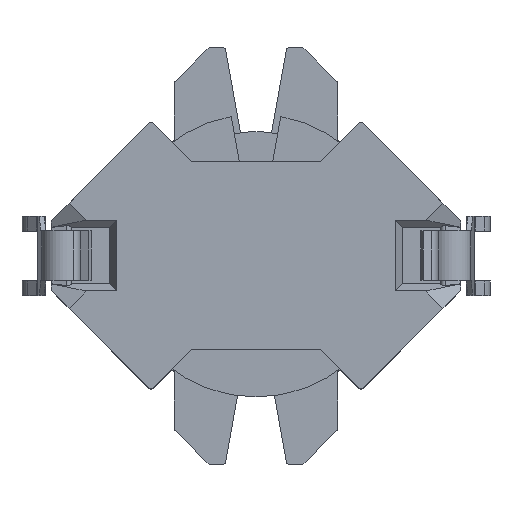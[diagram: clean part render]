
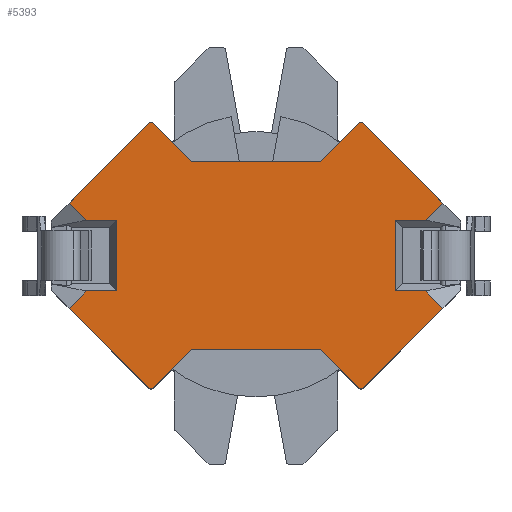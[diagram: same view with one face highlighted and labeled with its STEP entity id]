
A CAD part, top view. The second image highlights one B-rep face of the part: STEP entity #5393.
In plain terms, the highlighted planar face has unit normal (0, 0, 1).
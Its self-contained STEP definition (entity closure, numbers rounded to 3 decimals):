
#147=CIRCLE('',#6490,0.3);
#151=CIRCLE('',#6496,0.3);
#153=CIRCLE('',#6499,0.3);
#156=CIRCLE('',#6505,0.3);
#1054=ORIENTED_EDGE('',*,*,#2355,.T.);
#1055=ORIENTED_EDGE('',*,*,#2356,.T.);
#1056=ORIENTED_EDGE('',*,*,#2357,.T.);
#1057=ORIENTED_EDGE('',*,*,#2354,.F.);
#1058=ORIENTED_EDGE('',*,*,#2333,.F.);
#1059=ORIENTED_EDGE('',*,*,#2358,.T.);
#1060=ORIENTED_EDGE('',*,*,#2359,.T.);
#1061=ORIENTED_EDGE('',*,*,#2360,.T.);
#1062=ORIENTED_EDGE('',*,*,#2341,.F.);
#1063=ORIENTED_EDGE('',*,*,#2361,.F.);
#1064=ORIENTED_EDGE('',*,*,#2362,.F.);
#1065=ORIENTED_EDGE('',*,*,#2363,.T.);
#1066=ORIENTED_EDGE('',*,*,#2364,.T.);
#1067=ORIENTED_EDGE('',*,*,#2365,.T.);
#1068=ORIENTED_EDGE('',*,*,#2366,.T.);
#1069=ORIENTED_EDGE('',*,*,#2367,.F.);
#1070=ORIENTED_EDGE('',*,*,#2345,.F.);
#1071=ORIENTED_EDGE('',*,*,#2368,.F.);
#1072=ORIENTED_EDGE('',*,*,#2369,.F.);
#1073=ORIENTED_EDGE('',*,*,#2370,.F.);
#1074=ORIENTED_EDGE('',*,*,#2371,.F.);
#1075=ORIENTED_EDGE('',*,*,#2372,.F.);
#1076=ORIENTED_EDGE('',*,*,#2373,.F.);
#1077=ORIENTED_EDGE('',*,*,#2374,.T.);
#2333=EDGE_CURVE('',#3032,#3033,#147,.T.);
#2341=EDGE_CURVE('',#3040,#3041,#151,.T.);
#2345=EDGE_CURVE('',#3044,#3045,#153,.T.);
#2354=EDGE_CURVE('',#3033,#3050,#3582,.T.);
#2355=EDGE_CURVE('',#3053,#3054,#3583,.T.);
#2356=EDGE_CURVE('',#3054,#3055,#3584,.T.);
#2357=EDGE_CURVE('',#3055,#3050,#3585,.T.);
#2358=EDGE_CURVE('',#3032,#3056,#3586,.T.);
#2359=EDGE_CURVE('',#3056,#3057,#3587,.T.);
#2360=EDGE_CURVE('',#3057,#3041,#3588,.T.);
#2361=EDGE_CURVE('',#3058,#3040,#3589,.T.);
#2362=EDGE_CURVE('',#3059,#3058,#3590,.T.);
#2363=EDGE_CURVE('',#3059,#3060,#3591,.T.);
#2364=EDGE_CURVE('',#3060,#3061,#3592,.T.);
#2365=EDGE_CURVE('',#3061,#3062,#3593,.T.);
#2366=EDGE_CURVE('',#3062,#3063,#3594,.T.);
#2367=EDGE_CURVE('',#3045,#3063,#3595,.T.);
#2368=EDGE_CURVE('',#3064,#3044,#3596,.T.);
#2369=EDGE_CURVE('',#3065,#3064,#3597,.T.);
#2370=EDGE_CURVE('',#3066,#3065,#3598,.T.);
#2371=EDGE_CURVE('',#3067,#3066,#156,.T.);
#2372=EDGE_CURVE('',#3068,#3067,#3599,.T.);
#2373=EDGE_CURVE('',#3069,#3068,#3600,.T.);
#2374=EDGE_CURVE('',#3069,#3053,#3601,.T.);
#3032=VERTEX_POINT('',#9137);
#3033=VERTEX_POINT('',#9139);
#3040=VERTEX_POINT('',#9155);
#3041=VERTEX_POINT('',#9157);
#3044=VERTEX_POINT('',#9164);
#3045=VERTEX_POINT('',#9166);
#3050=VERTEX_POINT('',#9179);
#3053=VERTEX_POINT('',#9187);
#3054=VERTEX_POINT('',#9188);
#3055=VERTEX_POINT('',#9190);
#3056=VERTEX_POINT('',#9193);
#3057=VERTEX_POINT('',#9195);
#3058=VERTEX_POINT('',#9198);
#3059=VERTEX_POINT('',#9200);
#3060=VERTEX_POINT('',#9202);
#3061=VERTEX_POINT('',#9204);
#3062=VERTEX_POINT('',#9206);
#3063=VERTEX_POINT('',#9208);
#3064=VERTEX_POINT('',#9211);
#3065=VERTEX_POINT('',#9213);
#3066=VERTEX_POINT('',#9215);
#3067=VERTEX_POINT('',#9217);
#3068=VERTEX_POINT('',#9219);
#3069=VERTEX_POINT('',#9221);
#3582=LINE('',#9184,#4118);
#3583=LINE('',#9186,#4119);
#3584=LINE('',#9189,#4120);
#3585=LINE('',#9191,#4121);
#3586=LINE('',#9192,#4122);
#3587=LINE('',#9194,#4123);
#3588=LINE('',#9196,#4124);
#3589=LINE('',#9197,#4125);
#3590=LINE('',#9199,#4126);
#3591=LINE('',#9201,#4127);
#3592=LINE('',#9203,#4128);
#3593=LINE('',#9205,#4129);
#3594=LINE('',#9207,#4130);
#3595=LINE('',#9209,#4131);
#3596=LINE('',#9210,#4132);
#3597=LINE('',#9212,#4133);
#3598=LINE('',#9214,#4134);
#3599=LINE('',#9218,#4135);
#3600=LINE('',#9220,#4136);
#3601=LINE('',#9222,#4137);
#4118=VECTOR('',#7517,1000.);
#4119=VECTOR('',#7520,1000.);
#4120=VECTOR('',#7521,1000.);
#4121=VECTOR('',#7522,1000.);
#4122=VECTOR('',#7523,1000.);
#4123=VECTOR('',#7524,1000.);
#4124=VECTOR('',#7525,1000.);
#4125=VECTOR('',#7526,1000.);
#4126=VECTOR('',#7527,1000.);
#4127=VECTOR('',#7528,1000.);
#4128=VECTOR('',#7529,1000.);
#4129=VECTOR('',#7530,1000.);
#4130=VECTOR('',#7531,1000.);
#4131=VECTOR('',#7532,1000.);
#4132=VECTOR('',#7533,1000.);
#4133=VECTOR('',#7534,1000.);
#4134=VECTOR('',#7535,1000.);
#4135=VECTOR('',#7538,1000.);
#4136=VECTOR('',#7539,1000.);
#4137=VECTOR('',#7540,1000.);
#4544=EDGE_LOOP('',(#1054,#1055,#1056,#1057,#1058,#1059,#1060,#1061,#1062,
#1063,#1064,#1065,#1066,#1067,#1068,#1069,#1070,#1071,#1072,#1073,#1074,
#1075,#1076,#1077));
#4876=FACE_BOUND('',#4544,.T.);
#5164=PLANE('',#6504);
#5393=ADVANCED_FACE('',(#4876),#5164,.F.);
#6490=AXIS2_PLACEMENT_3D('',#9138,#7477,#7478);
#6496=AXIS2_PLACEMENT_3D('',#9156,#7493,#7494);
#6499=AXIS2_PLACEMENT_3D('',#9165,#7501,#7502);
#6504=AXIS2_PLACEMENT_3D('',#9185,#7518,#7519);
#6505=AXIS2_PLACEMENT_3D('',#9216,#7536,#7537);
#7477=DIRECTION('',(0.,0.,-1.));
#7478=DIRECTION('',(-1.,0.,0.));
#7493=DIRECTION('',(0.,0.,-1.));
#7494=DIRECTION('',(-1.,0.,0.));
#7501=DIRECTION('',(0.,0.,-1.));
#7502=DIRECTION('',(-1.,0.,0.));
#7517=DIRECTION('',(0.707,-0.707,0.));
#7518=DIRECTION('',(0.,0.,-1.));
#7519=DIRECTION('',(-1.,0.,0.));
#7520=DIRECTION('',(0.,1.,0.));
#7521=DIRECTION('',(1.,0.,0.));
#7522=DIRECTION('',(0.707,0.707,0.));
#7523=DIRECTION('',(-0.707,-0.707,0.));
#7524=DIRECTION('',(-1.,0.,0.));
#7525=DIRECTION('',(-0.707,0.707,0.));
#7526=DIRECTION('',(0.707,0.707,0.));
#7527=DIRECTION('',(-0.707,0.707,0.));
#7528=DIRECTION('',(1.,0.,0.));
#7529=DIRECTION('',(0.,-1.,0.));
#7530=DIRECTION('',(-1.,0.,0.));
#7531=DIRECTION('',(-0.707,-0.707,0.));
#7532=DIRECTION('',(-0.707,0.707,0.));
#7533=DIRECTION('',(-0.707,-0.707,0.));
#7534=DIRECTION('',(-1.,0.,0.));
#7535=DIRECTION('',(-0.707,0.707,0.));
#7536=DIRECTION('',(0.,0.,-1.));
#7537=DIRECTION('',(-1.,0.,0.));
#7538=DIRECTION('',(-0.707,-0.707,0.));
#7539=DIRECTION('',(0.707,-0.707,0.));
#7540=DIRECTION('',(-1.,0.,0.));
#9137=CARTESIAN_POINT('',(10.383,13.34,30.1));
#9138=CARTESIAN_POINT('',(10.595,13.128,30.1));
#9139=CARTESIAN_POINT('',(10.808,13.34,30.1));
#9155=CARTESIAN_POINT('',(-10.808,13.34,30.1));
#9156=CARTESIAN_POINT('',(-10.595,13.128,30.1));
#9157=CARTESIAN_POINT('',(-10.383,13.34,30.1));
#9164=CARTESIAN_POINT('',(-10.383,-13.34,30.1));
#9165=CARTESIAN_POINT('',(-10.595,-13.128,30.1));
#9166=CARTESIAN_POINT('',(-10.808,-13.34,30.1));
#9179=CARTESIAN_POINT('',(18.851,5.296,30.1));
#9184=CARTESIAN_POINT('',(0.,24.148,30.1));
#9185=CARTESIAN_POINT('',(24.148,0.,30.1));
#9186=CARTESIAN_POINT('',(14.027,0.,30.1));
#9187=CARTESIAN_POINT('',(14.027,-3.573,30.1));
#9188=CARTESIAN_POINT('',(14.027,3.573,30.1));
#9189=CARTESIAN_POINT('',(24.148,3.573,30.1));
#9190=CARTESIAN_POINT('',(17.128,3.573,30.1));
#9191=CARTESIAN_POINT('',(-17.755,-31.31,30.1));
#9192=CARTESIAN_POINT('',(10.595,13.552,30.1));
#9193=CARTESIAN_POINT('',(6.543,9.5,30.1));
#9194=CARTESIAN_POINT('',(6.543,9.5,30.1));
#9195=CARTESIAN_POINT('',(-6.543,9.5,30.1));
#9196=CARTESIAN_POINT('',(-6.543,9.5,30.1));
#9197=CARTESIAN_POINT('',(-20.648,3.5,30.1));
#9198=CARTESIAN_POINT('',(-18.851,5.296,30.1));
#9199=CARTESIAN_POINT('',(17.755,-31.31,30.1));
#9200=CARTESIAN_POINT('',(-17.128,3.573,30.1));
#9201=CARTESIAN_POINT('',(24.148,3.573,30.1));
#9202=CARTESIAN_POINT('',(-14.027,3.573,30.1));
#9203=CARTESIAN_POINT('',(-14.027,0.,30.1));
#9204=CARTESIAN_POINT('',(-14.027,-3.573,30.1));
#9205=CARTESIAN_POINT('',(24.148,-3.573,30.1));
#9206=CARTESIAN_POINT('',(-17.128,-3.573,30.1));
#9207=CARTESIAN_POINT('',(17.755,31.31,30.1));
#9208=CARTESIAN_POINT('',(-18.851,-5.296,30.1));
#9209=CARTESIAN_POINT('',(0.,-24.148,30.1));
#9210=CARTESIAN_POINT('',(-6.543,-9.5,30.1));
#9211=CARTESIAN_POINT('',(-6.543,-9.5,30.1));
#9212=CARTESIAN_POINT('',(6.543,-9.5,30.1));
#9213=CARTESIAN_POINT('',(6.543,-9.5,30.1));
#9214=CARTESIAN_POINT('',(10.595,-13.552,30.1));
#9215=CARTESIAN_POINT('',(10.383,-13.34,30.1));
#9216=CARTESIAN_POINT('',(10.595,-13.128,30.1));
#9217=CARTESIAN_POINT('',(10.808,-13.34,30.1));
#9218=CARTESIAN_POINT('',(20.648,-3.5,30.1));
#9219=CARTESIAN_POINT('',(18.851,-5.296,30.1));
#9220=CARTESIAN_POINT('',(-17.755,31.31,30.1));
#9221=CARTESIAN_POINT('',(17.128,-3.573,30.1));
#9222=CARTESIAN_POINT('',(24.148,-3.573,30.1));
